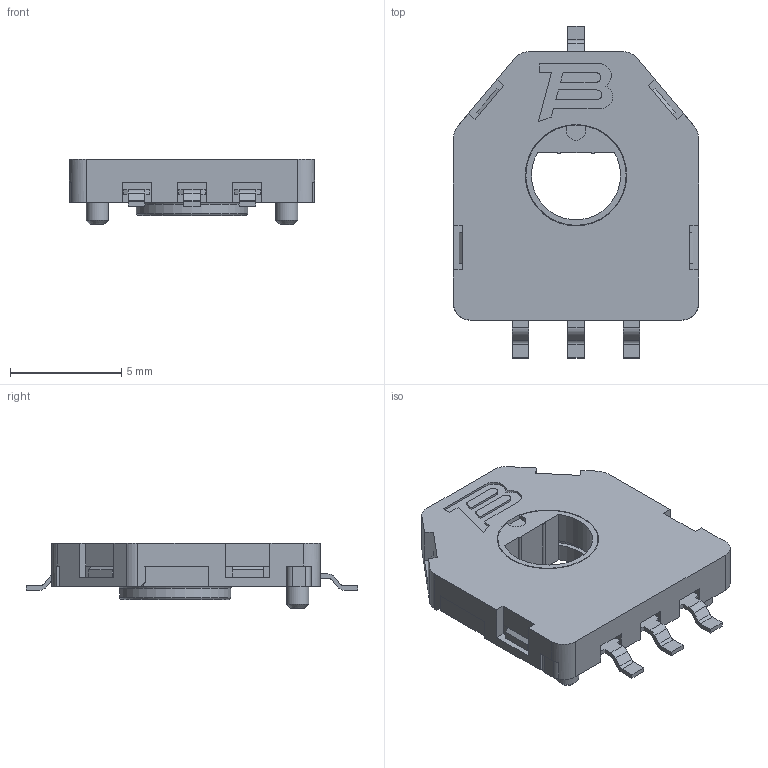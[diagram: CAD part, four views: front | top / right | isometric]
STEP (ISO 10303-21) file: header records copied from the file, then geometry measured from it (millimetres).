
FILE_DESCRIPTION(('STEP AP214'), '1');
FILE_NAME('3382', '2022-11-29T11:46:02', ('AF'), (''), 'UNSPECIFIED', 'UNSPECIFIED', '');
FILE_SCHEMA(('AUTOMOTIVE_DESIGN { 1 0 10303 214 3 1 1}'));
Length unit declared in the file: millimetre
Bounding box: 11 x 14.9 x 2.95 mm (x, y, z)
Volume: 195.6 mm3; surface area: 762.9 mm2
Topology: 7 solids, 7 shells, 255 faces, 699 edges, 473 vertices
Faces by surface type: plane 195, cylinder 56, torus 2, cone 2
Full cylindrical faces by diameter (mm): 0.5 x6, 1 x2, 4.1 x1, 4.48 x1, 4.5 x2, 4.55 x1, 5 x1, 5.2 x1, 8.3 x1, 9.746 x1
Entity records: 10056 total; most frequent: CARTESIAN_POINT 1376, DIRECTION 1317, ORIENTED_EDGE 1306, EDGE_CURVE 653, LINE 551, VECTOR 551, VERTEX_POINT 442, AXIS2_PLACEMENT_3D 383
